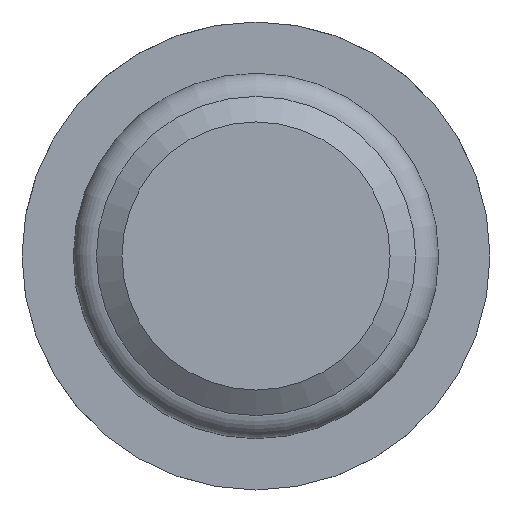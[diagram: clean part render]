
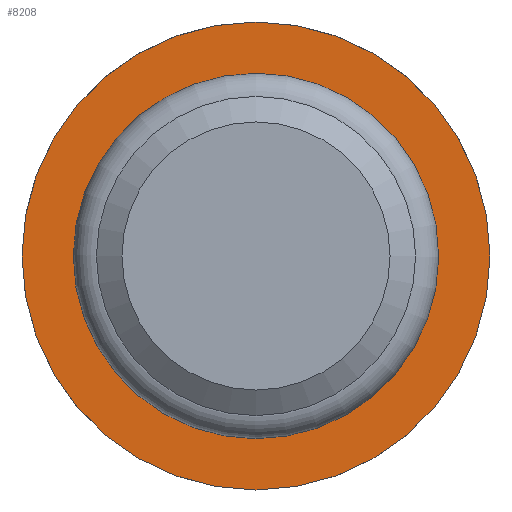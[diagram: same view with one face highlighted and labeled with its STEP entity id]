
A CAD part, front view. The second image highlights one B-rep face of the part: STEP entity #8208.
In plain terms, the highlighted planar face has unit normal (0, -1, 0).
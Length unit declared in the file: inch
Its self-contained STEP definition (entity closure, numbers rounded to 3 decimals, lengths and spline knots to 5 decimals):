
#451=FACE_BOUND('',#2831,.T.);
#2086=PLANE('',#8718);
#2358=FACE_OUTER_BOUND('',#2830,.T.);
#2830=EDGE_LOOP('',(#5581));
#2831=EDGE_LOOP('',(#5582));
#3332=CIRCLE('',#8694,0.18503);
#3342=CIRCLE('',#8711,0.275);
#3492=VERTEX_POINT('',#10984);
#3501=VERTEX_POINT('',#11015);
#4299=EDGE_CURVE('',#3492,#3492,#3332,.T.);
#4314=EDGE_CURVE('',#3501,#3501,#3342,.T.);
#5581=ORIENTED_EDGE('',*,*,#4314,.T.);
#5582=ORIENTED_EDGE('',*,*,#4299,.T.);
#8208=ADVANCED_FACE('',(#2358,#451),#2086,.T.);
#8694=AXIS2_PLACEMENT_3D('',#10985,#9204,#9205);
#8711=AXIS2_PLACEMENT_3D('',#11016,#9243,#9244);
#8718=AXIS2_PLACEMENT_3D('',#11038,#9263,#9264);
#9204=DIRECTION('center_axis',(0.,1.,0.));
#9205=DIRECTION('ref_axis',(0.,0.,1.));
#9243=DIRECTION('center_axis',(0.,-1.,0.));
#9244=DIRECTION('ref_axis',(-1.,0.,0.));
#9263=DIRECTION('center_axis',(0.,-1.,0.));
#9264=DIRECTION('ref_axis',(0.,0.,1.));
#10984=CARTESIAN_POINT('',(0.18503,0.39,-0.00137));
#10985=CARTESIAN_POINT('Origin',(0.,0.39,0.));
#11015=CARTESIAN_POINT('',(0.275,0.39,0.));
#11016=CARTESIAN_POINT('Origin',(0.,0.39,0.));
#11038=CARTESIAN_POINT('Origin',(-0.07675,0.39,0.));
